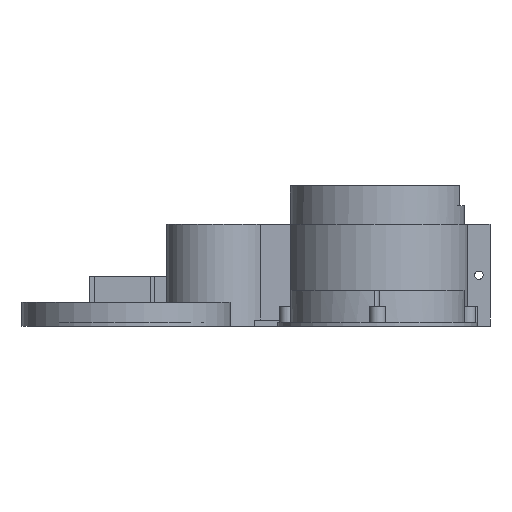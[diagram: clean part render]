
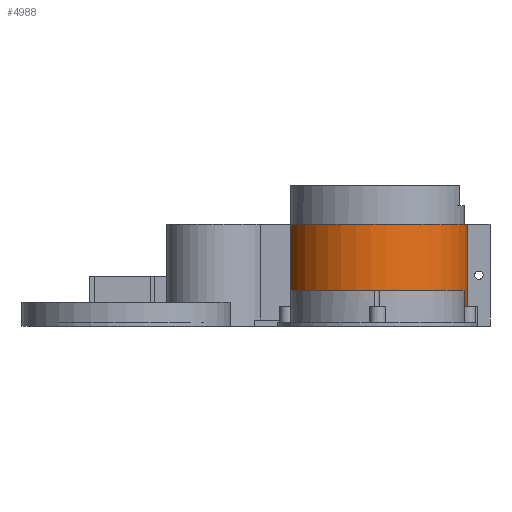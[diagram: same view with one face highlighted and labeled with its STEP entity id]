
A CAD part, left-side view. The second image highlights one B-rep face of the part: STEP entity #4988.
In plain terms, the highlighted cylindrical face has radius 45.5 mm (diameter 91 mm), a partial arc.
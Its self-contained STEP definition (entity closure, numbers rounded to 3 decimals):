
#589=FACE_OUTER_BOUND('',#960,.T.);
#960=EDGE_LOOP('',(#4151,#4152,#4153,#4154));
#1289=LINE('',#9619,#1686);
#1290=LINE('',#9625,#1687);
#1686=VECTOR('',#6634,10.);
#1687=VECTOR('',#6641,10.);
#2067=CIRCLE('',#5555,45.5);
#2068=CIRCLE('',#5556,45.5);
#2419=VERTEX_POINT('',#9615);
#2420=VERTEX_POINT('',#9617);
#2421=VERTEX_POINT('',#9621);
#2422=VERTEX_POINT('',#9623);
#3032=EDGE_CURVE('',#2419,#2420,#1289,.T.);
#3033=EDGE_CURVE('',#2421,#2419,#2067,.T.);
#3034=EDGE_CURVE('',#2422,#2420,#2068,.T.);
#3035=EDGE_CURVE('',#2421,#2422,#1290,.T.);
#4151=ORIENTED_EDGE('',*,*,#3033,.T.);
#4152=ORIENTED_EDGE('',*,*,#3032,.T.);
#4153=ORIENTED_EDGE('',*,*,#3034,.F.);
#4154=ORIENTED_EDGE('',*,*,#3035,.F.);
#4799=CYLINDRICAL_SURFACE('',#5554,45.5);
#4988=ADVANCED_FACE('',(#589),#4799,.T.);
#5554=AXIS2_PLACEMENT_3D('',#9620,#6635,#6636);
#5555=AXIS2_PLACEMENT_3D('',#9622,#6637,#6638);
#5556=AXIS2_PLACEMENT_3D('',#9624,#6639,#6640);
#6634=DIRECTION('',(0.,0.,1.));
#6635=DIRECTION('center_axis',(0.,0.,1.));
#6636=DIRECTION('ref_axis',(-0.312,0.95,0.));
#6637=DIRECTION('center_axis',(0.,0.,1.));
#6638=DIRECTION('ref_axis',(-0.312,0.95,0.));
#6639=DIRECTION('center_axis',(0.,0.,1.));
#6640=DIRECTION('ref_axis',(-0.312,0.95,0.));
#6641=DIRECTION('',(0.,0.,1.));
#9615=CARTESIAN_POINT('',(344.499,4.834,0.));
#9617=CARTESIAN_POINT('',(344.499,4.834,50.8));
#9619=CARTESIAN_POINT('',(344.499,4.834,0.));
#9620=CARTESIAN_POINT('Origin',(350.,50.,0.));
#9621=CARTESIAN_POINT('',(335.813,93.232,0.));
#9622=CARTESIAN_POINT('Origin',(350.,50.,0.));
#9623=CARTESIAN_POINT('',(335.813,93.232,50.8));
#9624=CARTESIAN_POINT('Origin',(350.,50.,50.8));
#9625=CARTESIAN_POINT('',(335.813,93.232,0.));
